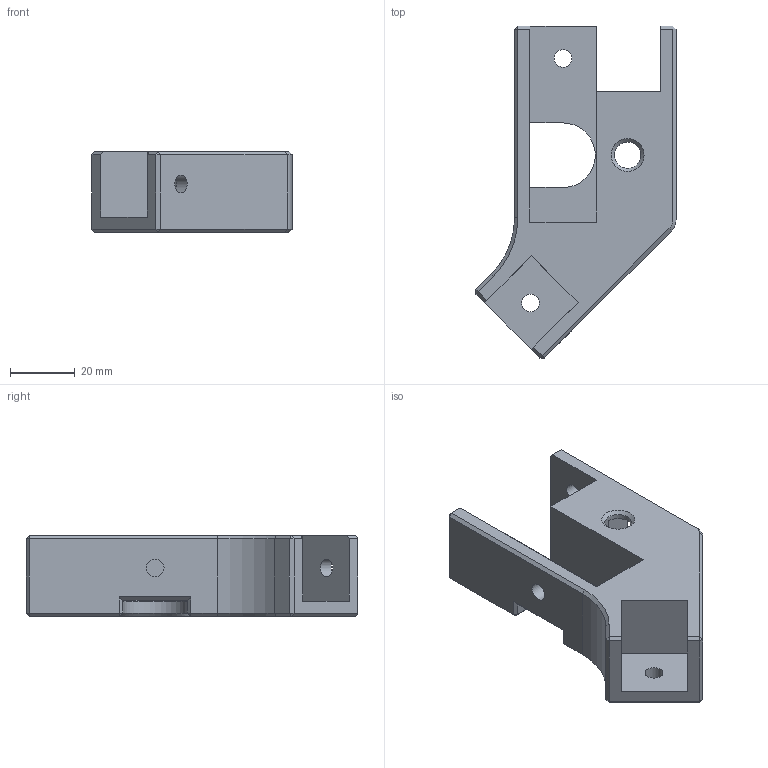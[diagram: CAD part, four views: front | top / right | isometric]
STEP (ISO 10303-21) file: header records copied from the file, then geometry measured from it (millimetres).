
FILE_DESCRIPTION(('FreeCAD Model'),'2;1');
FILE_NAME('Open CASCADE Shape Model','2025-06-02T05:10:28',('FreeCAD'),( 'FreeCAD'),'Open CASCADE STEP processor 7.7','FreeCAD','Unknown');
FILE_SCHEMA(('AUTOMOTIVE_DESIGN { 1 0 10303 214 1 1 1 1 }'));
Length unit declared in the file: millimetre
Products named in the file (1): Open CASCADE STEP translator 7.7 33
Bounding box: 61.97 x 102.83 x 25 mm (x, y, z)
Volume: 59623 mm3; surface area: 19133.3 mm2
Topology: 1 solids, 1 shells, 92 faces, 224 edges, 133 vertices
Faces by surface type: plane 72, cylinder 13, cone 7
Full cylindrical faces by diameter (mm): 4.4 x2, 5.5 x5, 8.2 x1
Entity records: 2655 total; most frequent: CARTESIAN_POINT 450, ORIENTED_EDGE 448, DIRECTION 447, EDGE_CURVE 224, LINE 187, VECTOR 187, VERTEX_POINT 133, AXIS2_PLACEMENT_3D 130
